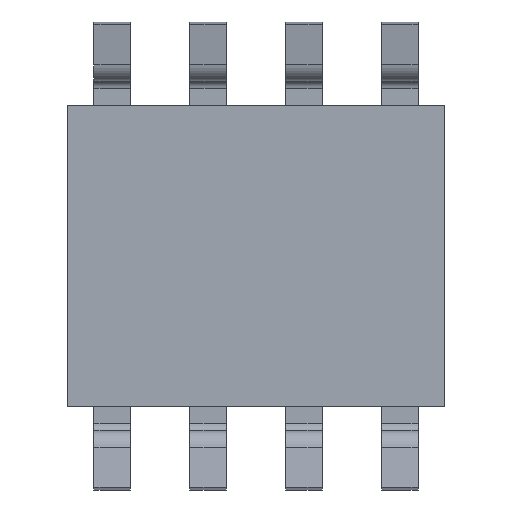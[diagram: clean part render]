
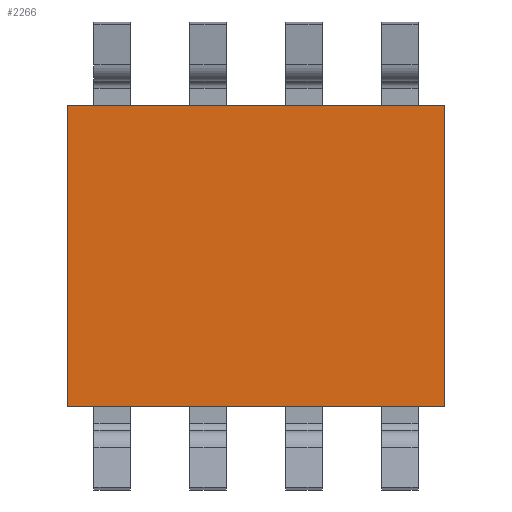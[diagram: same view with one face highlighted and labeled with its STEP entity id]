
A CAD part, front view. The second image highlights one B-rep face of the part: STEP entity #2266.
In plain terms, the highlighted planar face has unit normal (0, -1, 0).
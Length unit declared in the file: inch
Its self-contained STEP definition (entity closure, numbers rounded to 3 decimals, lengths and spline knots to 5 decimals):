
#246=FACE_OUTER_BOUND('',#374,.T.);
#374=EDGE_LOOP('',(#1943,#1944,#1945,#1946));
#528=LINE('',#4284,#702);
#531=LINE('',#4289,#705);
#533=LINE('',#4293,#707);
#534=LINE('',#4295,#708);
#702=VECTOR('',#2573,0.157);
#705=VECTOR('',#2578,0.197);
#707=VECTOR('',#2582,0.157);
#708=VECTOR('',#2585,0.197);
#1049=VERTEX_POINT('',#4281);
#1050=VERTEX_POINT('',#4283);
#1051=VERTEX_POINT('',#4287);
#1052=VERTEX_POINT('',#4291);
#1348=EDGE_CURVE('',#1049,#1050,#528,.T.);
#1351=EDGE_CURVE('',#1051,#1049,#531,.T.);
#1353=EDGE_CURVE('',#1052,#1051,#533,.T.);
#1354=EDGE_CURVE('',#1050,#1052,#534,.T.);
#1943=ORIENTED_EDGE('',*,*,#1354,.F.);
#1944=ORIENTED_EDGE('',*,*,#1348,.F.);
#1945=ORIENTED_EDGE('',*,*,#1351,.F.);
#1946=ORIENTED_EDGE('',*,*,#1353,.F.);
#2056=PLANE('',#2324);
#2266=ADVANCED_FACE('',(#246),#2056,.T.);
#2324=AXIS2_PLACEMENT_3D('',#4296,#2586,#2587);
#2573=DIRECTION('',(0.,0.,-1.));
#2578=DIRECTION('',(1.,0.,0.));
#2582=DIRECTION('',(0.,0.,1.));
#2585=DIRECTION('',(-1.,0.,0.));
#2586=DIRECTION('center_axis',(0.,-1.,0.));
#2587=DIRECTION('ref_axis',(0.,0.,-1.));
#4281=CARTESIAN_POINT('',(0.0985,0.,0.0785));
#4283=CARTESIAN_POINT('',(0.0985,0.,-0.0785));
#4284=CARTESIAN_POINT('',(0.0985,0.,0.0785));
#4287=CARTESIAN_POINT('',(-0.0985,0.,0.0785));
#4289=CARTESIAN_POINT('',(-0.0985,0.,0.0785));
#4291=CARTESIAN_POINT('',(-0.0985,0.,-0.0785));
#4293=CARTESIAN_POINT('',(-0.0985,0.,-0.0785));
#4295=CARTESIAN_POINT('',(0.0985,0.,-0.0785));
#4296=CARTESIAN_POINT('Origin',(0.,0.,0.));
